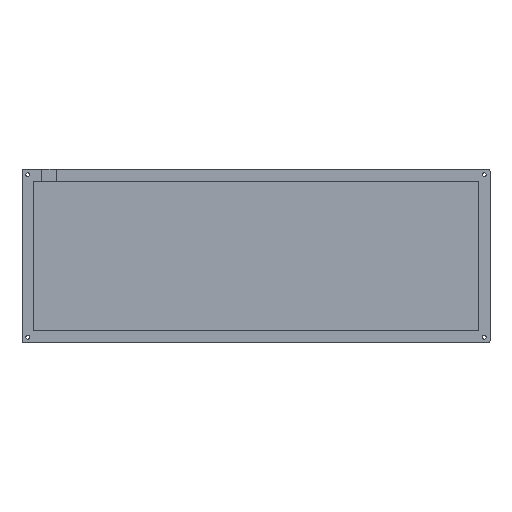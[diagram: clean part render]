
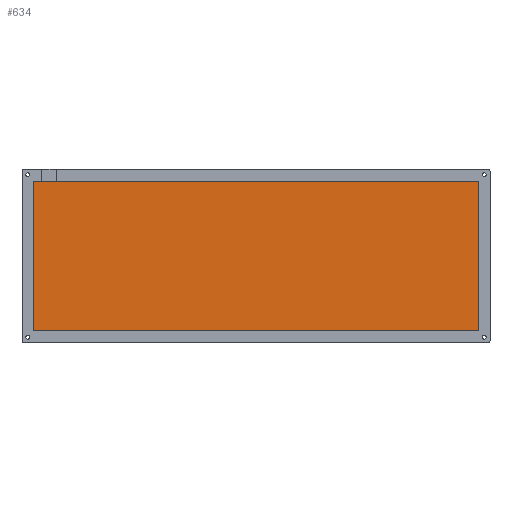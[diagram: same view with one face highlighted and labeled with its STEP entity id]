
A CAD part, top view. The second image highlights one B-rep face of the part: STEP entity #634.
In plain terms, the highlighted planar face has unit normal (0, 0, 1).
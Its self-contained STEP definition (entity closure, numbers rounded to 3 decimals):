
#36=PLANE('',#710);
#82=LINE('',#1094,#134);
#84=LINE('',#1098,#136);
#85=LINE('',#1100,#137);
#86=LINE('',#1101,#138);
#134=VECTOR('',#864,10.);
#136=VECTOR('',#868,10.);
#137=VECTOR('',#869,10.);
#138=VECTOR('',#870,10.);
#186=FACE_OUTER_BOUND('',#232,.T.);
#232=EDGE_LOOP('',(#545,#546,#547,#548));
#333=VERTEX_POINT('',#1091);
#334=VERTEX_POINT('',#1093);
#335=VERTEX_POINT('',#1097);
#336=VERTEX_POINT('',#1099);
#410=EDGE_CURVE('',#333,#334,#82,.T.);
#412=EDGE_CURVE('',#334,#335,#84,.T.);
#413=EDGE_CURVE('',#336,#333,#85,.T.);
#414=EDGE_CURVE('',#335,#336,#86,.T.);
#545=ORIENTED_EDGE('',*,*,#412,.F.);
#546=ORIENTED_EDGE('',*,*,#410,.F.);
#547=ORIENTED_EDGE('',*,*,#413,.F.);
#548=ORIENTED_EDGE('',*,*,#414,.F.);
#634=ADVANCED_FACE('',(#186),#36,.T.);
#710=AXIS2_PLACEMENT_3D('',#1096,#866,#867);
#864=DIRECTION('',(1.,0.,0.));
#866=DIRECTION('center_axis',(0.,0.,1.));
#867=DIRECTION('ref_axis',(1.,0.,0.));
#868=DIRECTION('',(0.,-1.,0.));
#869=DIRECTION('',(0.,1.,0.));
#870=DIRECTION('',(-1.,0.,0.));
#1091=CARTESIAN_POINT('',(-194.663,65.566,3.));
#1093=CARTESIAN_POINT('',(194.663,65.566,3.));
#1094=CARTESIAN_POINT('',(-97.331,65.566,3.));
#1096=CARTESIAN_POINT('Origin',(0.,0.,3.));
#1097=CARTESIAN_POINT('',(194.663,-65.566,3.));
#1098=CARTESIAN_POINT('',(194.663,32.783,3.));
#1099=CARTESIAN_POINT('',(-194.663,-65.566,3.));
#1100=CARTESIAN_POINT('',(-194.663,-32.783,3.));
#1101=CARTESIAN_POINT('',(97.331,-65.566,3.));
